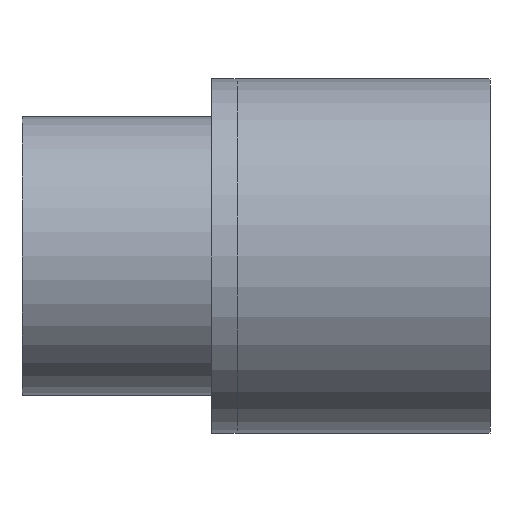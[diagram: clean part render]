
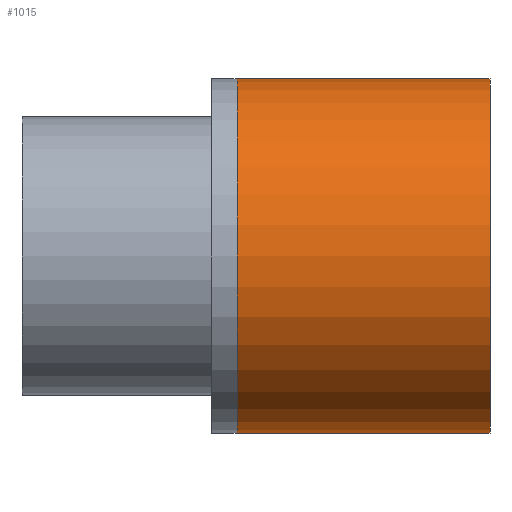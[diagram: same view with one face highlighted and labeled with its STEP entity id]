
A CAD part, left-side view. The second image highlights one B-rep face of the part: STEP entity #1015.
In plain terms, the highlighted cylindrical face has radius 14 mm (diameter 28 mm), a partial arc.
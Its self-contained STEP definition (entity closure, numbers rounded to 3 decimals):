
#3 = LINE ( 'NONE', #942, #266 ) ;
#17 = AXIS2_PLACEMENT_3D ( 'NONE', #1048, #1352, #744 ) ;
#41 = VERTEX_POINT ( 'NONE', #897 ) ;
#45 = DIRECTION ( 'NONE',  ( 0., -1., 0. ) ) ;
#135 = DIRECTION ( 'NONE',  ( 0., -1., 0. ) ) ;
#241 = VERTEX_POINT ( 'NONE', #395 ) ;
#266 = VECTOR ( 'NONE', #837, 1000. ) ;
#267 = CARTESIAN_POINT ( 'NONE',  ( 0., 0., 0. ) ) ;
#272 = EDGE_CURVE ( 'NONE', #241, #958, #3, .T. ) ;
#283 = DIRECTION ( 'NONE',  ( 0., 0., -1. ) ) ;
#284 = ORIENTED_EDGE ( 'NONE', *, *, #1049, .F. ) ;
#312 = CIRCLE ( 'NONE', #545, 14. ) ;
#359 = ORIENTED_EDGE ( 'NONE', *, *, #647, .T. ) ;
#395 = CARTESIAN_POINT ( 'NONE',  ( 0., 0., 14. ) ) ;
#401 = VECTOR ( 'NONE', #135, 1000. ) ;
#446 = ORIENTED_EDGE ( 'NONE', *, *, #740, .T. ) ;
#512 = DIRECTION ( 'NONE',  ( 0., 0., 1. ) ) ;
#545 = AXIS2_PLACEMENT_3D ( 'NONE', #267, #45, #512 ) ;
#563 = CARTESIAN_POINT ( 'NONE',  ( 0., 0., -14. ) ) ;
#647 = EDGE_CURVE ( 'NONE', #41, #756, #946, .T. ) ;
#662 = CIRCLE ( 'NONE', #17, 14. ) ;
#702 = DIRECTION ( 'NONE',  ( 0., -1., 0. ) ) ;
#740 = EDGE_CURVE ( 'NONE', #241, #41, #312, .T. ) ;
#744 = DIRECTION ( 'NONE',  ( 0., 0., -1. ) ) ;
#756 = VERTEX_POINT ( 'NONE', #1159 ) ;
#814 = CYLINDRICAL_SURFACE ( 'NONE', #980, 14. ) ;
#837 = DIRECTION ( 'NONE',  ( 0., -1., 0. ) ) ;
#897 = CARTESIAN_POINT ( 'NONE',  ( 0., 0., -14. ) ) ;
#942 = CARTESIAN_POINT ( 'NONE',  ( 0., 0., 14. ) ) ;
#946 = LINE ( 'NONE', #563, #401 ) ;
#958 = VERTEX_POINT ( 'NONE', #1372 ) ;
#961 = EDGE_LOOP ( 'NONE', ( #1376, #446, #359, #284 ) ) ;
#980 = AXIS2_PLACEMENT_3D ( 'NONE', #1246, #702, #283 ) ;
#1015 = ADVANCED_FACE ( 'NONE', ( #1031 ), #814, .T. ) ;
#1031 = FACE_OUTER_BOUND ( 'NONE', #961, .T. ) ;
#1048 = CARTESIAN_POINT ( 'NONE',  ( 0., -20., 0. ) ) ;
#1049 = EDGE_CURVE ( 'NONE', #958, #756, #662, .T. ) ;
#1159 = CARTESIAN_POINT ( 'NONE',  ( 0., -20., -14. ) ) ;
#1246 = CARTESIAN_POINT ( 'NONE',  ( 0., 0., 0. ) ) ;
#1352 = DIRECTION ( 'NONE',  ( 0., -1., 0. ) ) ;
#1372 = CARTESIAN_POINT ( 'NONE',  ( 0., -20., 14. ) ) ;
#1376 = ORIENTED_EDGE ( 'NONE', *, *, #272, .F. ) ;
